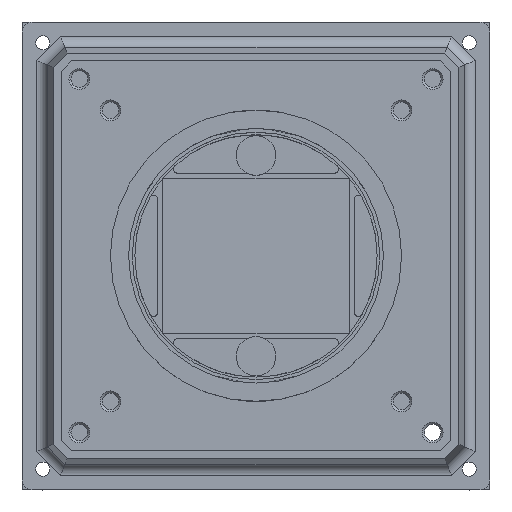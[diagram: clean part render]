
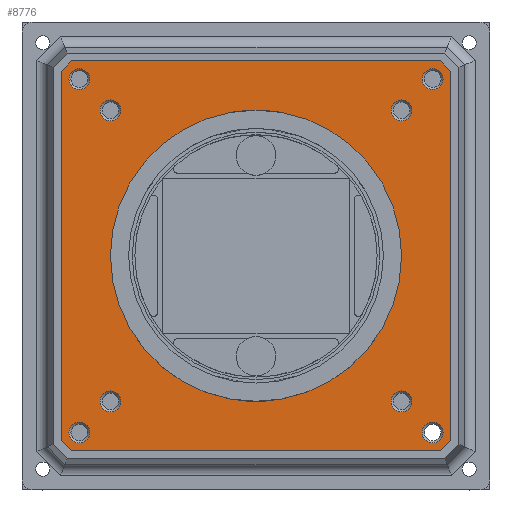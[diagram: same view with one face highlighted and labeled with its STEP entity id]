
A CAD part, top view. The second image highlights one B-rep face of the part: STEP entity #8776.
In plain terms, the highlighted planar face has unit normal (0, 0, 1).
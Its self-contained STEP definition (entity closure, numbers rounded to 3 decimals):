
#636=LINE('',#27177,#2249);
#640=LINE('',#27186,#2253);
#644=LINE('',#27195,#2257);
#646=LINE('',#27199,#2259);
#650=LINE('',#27226,#2263);
#651=LINE('',#27227,#2264);
#652=LINE('',#27228,#2265);
#653=LINE('',#27229,#2266);
#2249=VECTOR('',#22421,1.);
#2253=VECTOR('',#22427,1.);
#2257=VECTOR('',#22433,1.);
#2259=VECTOR('',#22437,1.);
#2263=VECTOR('',#22461,1.);
#2264=VECTOR('',#22462,1.);
#2265=VECTOR('',#22463,1.);
#2266=VECTOR('',#22464,1.);
#7325=PLANE('',#20858);
#8776=ADVANCED_FACE('',(#10008,#10009,#10010,#10011,#10012,#10013,#10014,
#10015,#10016,#10017),#7325,.F.);
#10008=FACE_BOUND('',#10440,.T.);
#10009=FACE_BOUND('',#10441,.T.);
#10010=FACE_BOUND('',#10442,.T.);
#10011=FACE_BOUND('',#10443,.T.);
#10012=FACE_BOUND('',#10444,.T.);
#10013=FACE_BOUND('',#10445,.T.);
#10014=FACE_BOUND('',#10446,.T.);
#10015=FACE_BOUND('',#10447,.T.);
#10016=FACE_BOUND('',#10448,.T.);
#10017=FACE_BOUND('',#10449,.T.);
#10440=EDGE_LOOP('',(#11675));
#10441=EDGE_LOOP('',(#11676));
#10442=EDGE_LOOP('',(#11677));
#10443=EDGE_LOOP('',(#11678));
#10444=EDGE_LOOP('',(#11679));
#10445=EDGE_LOOP('',(#11680));
#10446=EDGE_LOOP('',(#11681));
#10447=EDGE_LOOP('',(#11682));
#10448=EDGE_LOOP('',(#11683));
#10449=EDGE_LOOP('',(#11684,#11685,#11686,#11687,#11688,#11689,#11690,#11691));
#11675=ORIENTED_EDGE('',*,*,#17934,.T.);
#11676=ORIENTED_EDGE('',*,*,#17935,.T.);
#11677=ORIENTED_EDGE('',*,*,#17936,.T.);
#11678=ORIENTED_EDGE('',*,*,#17937,.T.);
#11679=ORIENTED_EDGE('',*,*,#17938,.T.);
#11680=ORIENTED_EDGE('',*,*,#17939,.T.);
#11681=ORIENTED_EDGE('',*,*,#17940,.T.);
#11682=ORIENTED_EDGE('',*,*,#17941,.T.);
#11683=ORIENTED_EDGE('',*,*,#17942,.F.);
#11684=ORIENTED_EDGE('',*,*,#17920,.F.);
#11685=ORIENTED_EDGE('',*,*,#17943,.T.);
#11686=ORIENTED_EDGE('',*,*,#17930,.F.);
#11687=ORIENTED_EDGE('',*,*,#17944,.T.);
#11688=ORIENTED_EDGE('',*,*,#17928,.F.);
#11689=ORIENTED_EDGE('',*,*,#17945,.T.);
#11690=ORIENTED_EDGE('',*,*,#17924,.F.);
#11691=ORIENTED_EDGE('',*,*,#17946,.T.);
#16349=VERTEX_POINT('',#27176);
#16350=VERTEX_POINT('',#27178);
#16353=VERTEX_POINT('',#27185);
#16354=VERTEX_POINT('',#27187);
#16357=VERTEX_POINT('',#27194);
#16358=VERTEX_POINT('',#27196);
#16359=VERTEX_POINT('',#27200);
#16360=VERTEX_POINT('',#27201);
#16363=VERTEX_POINT('',#27209);
#16364=VERTEX_POINT('',#27211);
#16365=VERTEX_POINT('',#27213);
#16366=VERTEX_POINT('',#27215);
#16367=VERTEX_POINT('',#27217);
#16368=VERTEX_POINT('',#27219);
#16369=VERTEX_POINT('',#27221);
#16370=VERTEX_POINT('',#27223);
#16371=VERTEX_POINT('',#27225);
#17920=EDGE_CURVE('',#16349,#16350,#636,.T.);
#17924=EDGE_CURVE('',#16353,#16354,#640,.T.);
#17928=EDGE_CURVE('',#16357,#16358,#644,.T.);
#17930=EDGE_CURVE('',#16359,#16360,#646,.T.);
#17934=EDGE_CURVE('',#16363,#16363,#20262,.T.);
#17935=EDGE_CURVE('',#16364,#16364,#20263,.T.);
#17936=EDGE_CURVE('',#16365,#16365,#20264,.T.);
#17937=EDGE_CURVE('',#16366,#16366,#20265,.T.);
#17938=EDGE_CURVE('',#16367,#16367,#20266,.T.);
#17939=EDGE_CURVE('',#16368,#16368,#20267,.T.);
#17940=EDGE_CURVE('',#16369,#16369,#20268,.T.);
#17941=EDGE_CURVE('',#16370,#16370,#20269,.T.);
#17942=EDGE_CURVE('',#16371,#16371,#20270,.T.);
#17943=EDGE_CURVE('',#16349,#16360,#650,.T.);
#17944=EDGE_CURVE('',#16359,#16358,#651,.T.);
#17945=EDGE_CURVE('',#16357,#16354,#652,.T.);
#17946=EDGE_CURVE('',#16353,#16350,#653,.T.);
#20262=CIRCLE('',#20849,1.);
#20263=CIRCLE('',#20850,1.);
#20264=CIRCLE('',#20851,1.);
#20265=CIRCLE('',#20852,1.);
#20266=CIRCLE('',#20853,1.);
#20267=CIRCLE('',#20854,1.);
#20268=CIRCLE('',#20855,1.);
#20269=CIRCLE('',#20856,1.);
#20270=CIRCLE('',#20857,14.);
#20849=AXIS2_PLACEMENT_3D('',#27208,#22443,#22444);
#20850=AXIS2_PLACEMENT_3D('',#27210,#22445,#22446);
#20851=AXIS2_PLACEMENT_3D('',#27212,#22447,#22448);
#20852=AXIS2_PLACEMENT_3D('',#27214,#22449,#22450);
#20853=AXIS2_PLACEMENT_3D('',#27216,#22451,#22452);
#20854=AXIS2_PLACEMENT_3D('',#27218,#22453,#22454);
#20855=AXIS2_PLACEMENT_3D('',#27220,#22455,#22456);
#20856=AXIS2_PLACEMENT_3D('',#27222,#22457,#22458);
#20857=AXIS2_PLACEMENT_3D('',#27224,#22459,#22460);
#20858=AXIS2_PLACEMENT_3D('',#27230,#22465,#22466);
#22421=DIRECTION('',(-1.,0.,0.));
#22427=DIRECTION('',(0.,1.,0.));
#22433=DIRECTION('',(1.,0.,0.));
#22437=DIRECTION('',(0.,-1.,0.));
#22443=DIRECTION('',(0.,0.,-1.));
#22444=DIRECTION('',(-1.,0.,0.));
#22445=DIRECTION('',(0.,0.,-1.));
#22446=DIRECTION('',(-1.,0.,0.));
#22447=DIRECTION('',(0.,0.,-1.));
#22448=DIRECTION('',(-1.,0.,0.));
#22449=DIRECTION('',(0.,0.,-1.));
#22450=DIRECTION('',(-1.,0.,0.));
#22451=DIRECTION('',(0.,0.,-1.));
#22452=DIRECTION('',(-1.,0.,0.));
#22453=DIRECTION('',(0.,0.,-1.));
#22454=DIRECTION('',(-1.,0.,0.));
#22455=DIRECTION('',(0.,0.,-1.));
#22456=DIRECTION('',(-1.,0.,0.));
#22457=DIRECTION('',(0.,0.,-1.));
#22458=DIRECTION('',(-1.,0.,0.));
#22459=DIRECTION('',(0.,0.,1.));
#22460=DIRECTION('',(-1.,0.,0.));
#22461=DIRECTION('',(0.707,0.707,0.));
#22462=DIRECTION('',(-0.707,0.707,0.));
#22463=DIRECTION('',(-0.707,-0.707,0.));
#22464=DIRECTION('',(0.707,-0.707,0.));
#22465=DIRECTION('',(0.,0.,-1.));
#22466=DIRECTION('',(-1.,0.,0.));
#27176=CARTESIAN_POINT('',(17.75,-18.75,8.));
#27177=CARTESIAN_POINT('',(18.75,-18.75,8.));
#27178=CARTESIAN_POINT('',(-17.75,-18.75,8.));
#27185=CARTESIAN_POINT('',(-18.75,-17.75,8.));
#27186=CARTESIAN_POINT('',(-18.75,-18.75,8.));
#27187=CARTESIAN_POINT('',(-18.75,17.75,8.));
#27194=CARTESIAN_POINT('',(-17.75,18.75,8.));
#27195=CARTESIAN_POINT('',(-18.75,18.75,8.));
#27196=CARTESIAN_POINT('',(17.75,18.75,8.));
#27199=CARTESIAN_POINT('',(18.75,18.75,8.));
#27200=CARTESIAN_POINT('',(18.75,17.75,8.));
#27201=CARTESIAN_POINT('',(18.75,-17.75,8.));
#27208=CARTESIAN_POINT('',(14.,14.,8.));
#27209=CARTESIAN_POINT('',(13.,14.,8.));
#27210=CARTESIAN_POINT('',(-14.,14.,8.));
#27211=CARTESIAN_POINT('',(-15.,14.,8.));
#27212=CARTESIAN_POINT('',(-14.,-14.,8.));
#27213=CARTESIAN_POINT('',(-15.,-14.,8.));
#27214=CARTESIAN_POINT('',(14.,-14.,8.));
#27215=CARTESIAN_POINT('',(13.,-14.,8.));
#27216=CARTESIAN_POINT('',(17.,17.,8.));
#27217=CARTESIAN_POINT('',(16.,17.,8.));
#27218=CARTESIAN_POINT('',(-17.,17.,8.));
#27219=CARTESIAN_POINT('',(-18.,17.,8.));
#27220=CARTESIAN_POINT('',(-17.,-17.,8.));
#27221=CARTESIAN_POINT('',(-18.,-17.,8.));
#27222=CARTESIAN_POINT('',(17.,-17.,8.));
#27223=CARTESIAN_POINT('',(16.,-17.,8.));
#27224=CARTESIAN_POINT('',(0.,0.,8.));
#27225=CARTESIAN_POINT('',(-14.,0.,8.));
#27226=CARTESIAN_POINT('',(18.75,-17.75,8.));
#27227=CARTESIAN_POINT('',(17.75,18.75,8.));
#27228=CARTESIAN_POINT('',(-18.75,17.75,8.));
#27229=CARTESIAN_POINT('',(-17.75,-18.75,8.));
#27230=CARTESIAN_POINT('',(0.,0.,8.));
